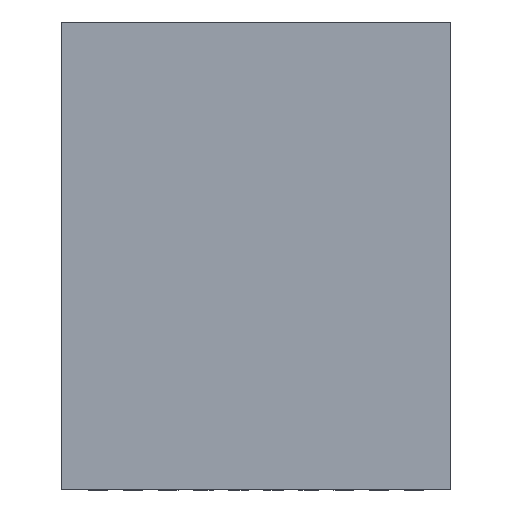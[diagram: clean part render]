
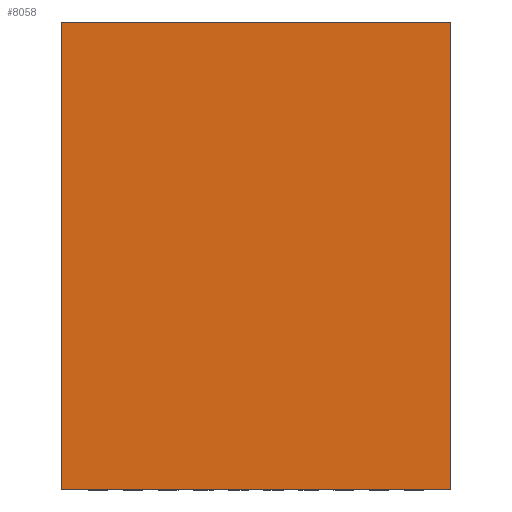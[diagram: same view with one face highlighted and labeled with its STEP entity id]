
A CAD part, top view. The second image highlights one B-rep face of the part: STEP entity #8058.
In plain terms, the highlighted face is planar.
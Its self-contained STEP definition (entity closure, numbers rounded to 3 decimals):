
#2952=DIRECTION('',(0.,0.,1.));
#2953=VECTOR('',#2952,5.);
#2954=CARTESIAN_POINT('',(-3.,1.,-2.5));
#2955=LINE('',#2954,#2953);
#2959=DIRECTION('',(-1.,0.,0.));
#2960=VECTOR('',#2959,6.);
#2961=CARTESIAN_POINT('',(3.,1.,-2.5));
#2962=LINE('',#2961,#2960);
#2966=DIRECTION('',(0.,0.,-1.));
#2967=VECTOR('',#2966,5.);
#2968=CARTESIAN_POINT('',(3.,1.,2.5));
#2969=LINE('',#2968,#2967);
#2973=DIRECTION('',(1.,0.,0.));
#2974=VECTOR('',#2973,6.);
#2975=CARTESIAN_POINT('',(-3.,1.,2.5));
#2976=LINE('',#2975,#2974);
#5273=CARTESIAN_POINT('',(-3.,1.,-2.5));
#5274=CARTESIAN_POINT('',(-3.,1.,2.5));
#5275=VERTEX_POINT('',#5273);
#5276=VERTEX_POINT('',#5274);
#5277=CARTESIAN_POINT('',(3.,1.,2.5));
#5278=VERTEX_POINT('',#5277);
#5279=CARTESIAN_POINT('',(3.,1.,-2.5));
#5280=VERTEX_POINT('',#5279);
#8046=CARTESIAN_POINT('',(0.,1.,0.));
#8047=DIRECTION('',(0.,1.,0.));
#8048=DIRECTION('',(1.,0.,0.));
#8049=AXIS2_PLACEMENT_3D('',#8046,#8047,#8048);
#8050=PLANE('',#8049);
#8051=ORIENTED_EDGE('',*,*,#6909,.F.);
#8052=ORIENTED_EDGE('',*,*,#7075,.F.);
#8054=ORIENTED_EDGE('',*,*,#8053,.F.);
#8055=ORIENTED_EDGE('',*,*,#7476,.F.);
#8056=EDGE_LOOP('',(#8051,#8052,#8054,#8055));
#8057=FACE_OUTER_BOUND('',#8056,.F.);
#6909=EDGE_CURVE('',#5275,#5276,#2955,.T.);
#7075=EDGE_CURVE('',#5280,#5275,#2962,.T.);
#7476=EDGE_CURVE('',#5276,#5278,#2976,.T.);
#8053=EDGE_CURVE('',#5278,#5280,#2969,.T.);
#8058=ADVANCED_FACE('',(#8057),#8050,.T.);
